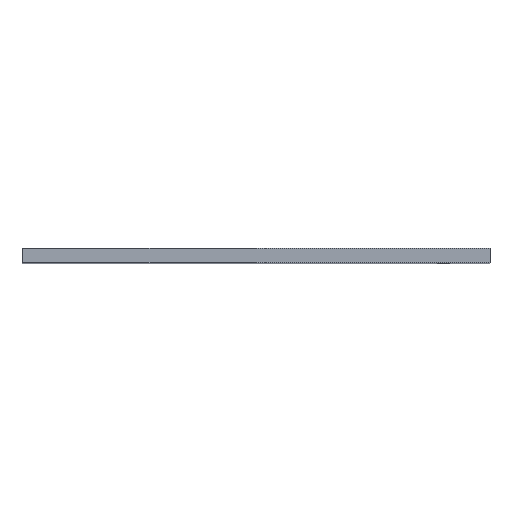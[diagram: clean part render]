
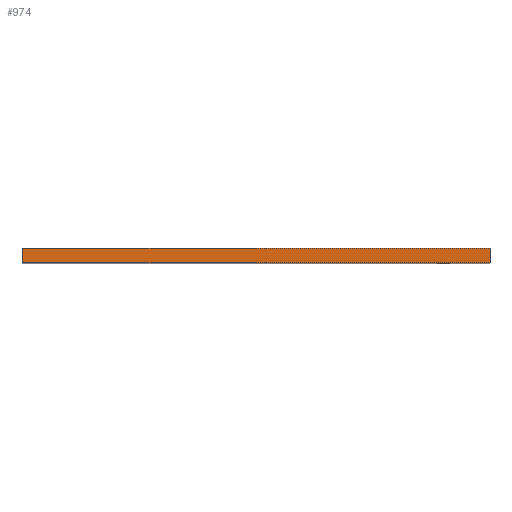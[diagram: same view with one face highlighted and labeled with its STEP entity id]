
A CAD part, top view. The second image highlights one B-rep face of the part: STEP entity #974.
In plain terms, the highlighted planar face has unit normal (0, 0, 1).
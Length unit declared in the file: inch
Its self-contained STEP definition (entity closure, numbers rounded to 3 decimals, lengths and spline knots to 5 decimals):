
#113 = LINE ( 'NONE', #152, #351 ) ;
#152 = CARTESIAN_POINT ( 'NONE',  ( -1., 0.0625, 1.25 ) ) ;
#155 = AXIS2_PLACEMENT_3D ( 'NONE', #246, #451, #1092 ) ;
#179 = ORIENTED_EDGE ( 'NONE', *, *, #379, .T. ) ;
#224 = ORIENTED_EDGE ( 'NONE', *, *, #1029, .F. ) ;
#242 = ORIENTED_EDGE ( 'NONE', *, *, #1043, .F. ) ;
#245 = FACE_OUTER_BOUND ( 'NONE', #760, .T. ) ;
#246 = CARTESIAN_POINT ( 'NONE',  ( -1., 0.0625, 1.25 ) ) ;
#337 = VERTEX_POINT ( 'NONE', #782 ) ;
#339 = CARTESIAN_POINT ( 'NONE',  ( -1., 0., 1.25 ) ) ;
#341 = VERTEX_POINT ( 'NONE', #773 ) ;
#351 = VECTOR ( 'NONE', #577, 39.37008 ) ;
#379 = EDGE_CURVE ( 'NONE', #341, #702, #1184, .T. ) ;
#451 = DIRECTION ( 'NONE',  ( 0., 0., -1. ) ) ;
#505 = ORIENTED_EDGE ( 'NONE', *, *, #956, .T. ) ;
#523 = LINE ( 'NONE', #584, #596 ) ;
#560 = LINE ( 'NONE', #339, #1010 ) ;
#577 = DIRECTION ( 'NONE',  ( 1., 0., 0. ) ) ;
#584 = CARTESIAN_POINT ( 'NONE',  ( 1., 0.0625, 1.25 ) ) ;
#596 = VECTOR ( 'NONE', #1185, 39.37008 ) ;
#646 = CARTESIAN_POINT ( 'NONE',  ( -1., 0.0625, 1.25 ) ) ;
#702 = VERTEX_POINT ( 'NONE', #913 ) ;
#745 = DIRECTION ( 'NONE',  ( 0., -1., 0. ) ) ;
#760 = EDGE_LOOP ( 'NONE', ( #505, #242, #224, #179 ) ) ;
#766 = PLANE ( 'NONE',  #155 ) ;
#773 = CARTESIAN_POINT ( 'NONE',  ( -1., 0.0625, 1.25 ) ) ;
#782 = CARTESIAN_POINT ( 'NONE',  ( 1., 0.0625, 1.25 ) ) ;
#803 = CARTESIAN_POINT ( 'NONE',  ( 1., 0., 1.25 ) ) ;
#913 = CARTESIAN_POINT ( 'NONE',  ( -1., 0., 1.25 ) ) ;
#928 = DIRECTION ( 'NONE',  ( 1., 0., 0. ) ) ;
#956 = EDGE_CURVE ( 'NONE', #702, #1123, #560, .T. ) ;
#974 = ADVANCED_FACE ( 'NONE', ( #245 ), #766, .F. ) ;
#1010 = VECTOR ( 'NONE', #928, 39.37008 ) ;
#1029 = EDGE_CURVE ( 'NONE', #341, #337, #113, .T. ) ;
#1043 = EDGE_CURVE ( 'NONE', #337, #1123, #523, .T. ) ;
#1092 = DIRECTION ( 'NONE',  ( -1., 0., 0. ) ) ;
#1123 = VERTEX_POINT ( 'NONE', #803 ) ;
#1144 = VECTOR ( 'NONE', #745, 39.37008 ) ;
#1184 = LINE ( 'NONE', #646, #1144 ) ;
#1185 = DIRECTION ( 'NONE',  ( 0., -1., 0. ) ) ;
